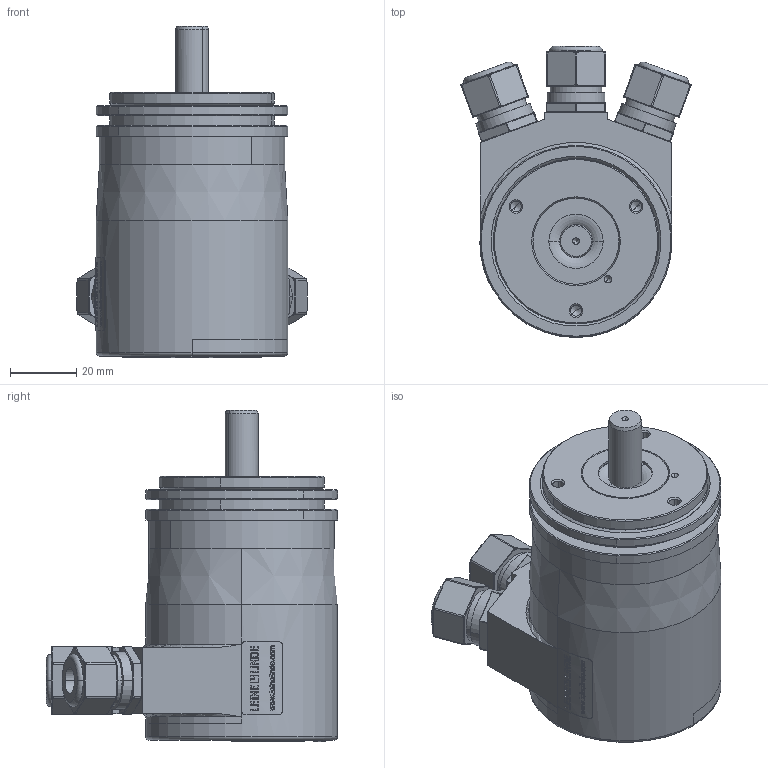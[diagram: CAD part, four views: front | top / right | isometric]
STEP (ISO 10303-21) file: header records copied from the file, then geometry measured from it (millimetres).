
FILE_DESCRIPTION((''),'2;1');
FILE_NAME('593918','2011-01-14T',('se2802'),(''),'PRO/ENGINEER BY PARAMETRIC TECHNOLOGY CORPORATION, 2010180','PRO/ENGINEER BY PARAMETRIC TECHNOLOGY CORPORATION, 2010180','');
FILE_SCHEMA(('CONFIG_CONTROL_DESIGN'));
Products named in the file (1): 593918
Bounding box: 69.54 x 88 x 100.23 mm (x, y, z)
Volume: 119307.1 mm3; surface area: 71622.5 mm2
Topology: 3 solids, 4 shells, 6533 faces, 17514 edges, 11414 vertices
Faces by surface type: plane 4304, cylinder 1233, extrusion 308, cone 258, bspline 175, torus 167, sphere 86, revolution 2
Entity records: 246606 total; most frequent: CARTESIAN_POINT 85543, ORIENTED_EDGE 34802, DIRECTION 30631, EDGE_CURVE 17401, VECTOR 12027, LINE 11719, VERTEX_POINT 11414, AXIS2_PLACEMENT_3D 9301
